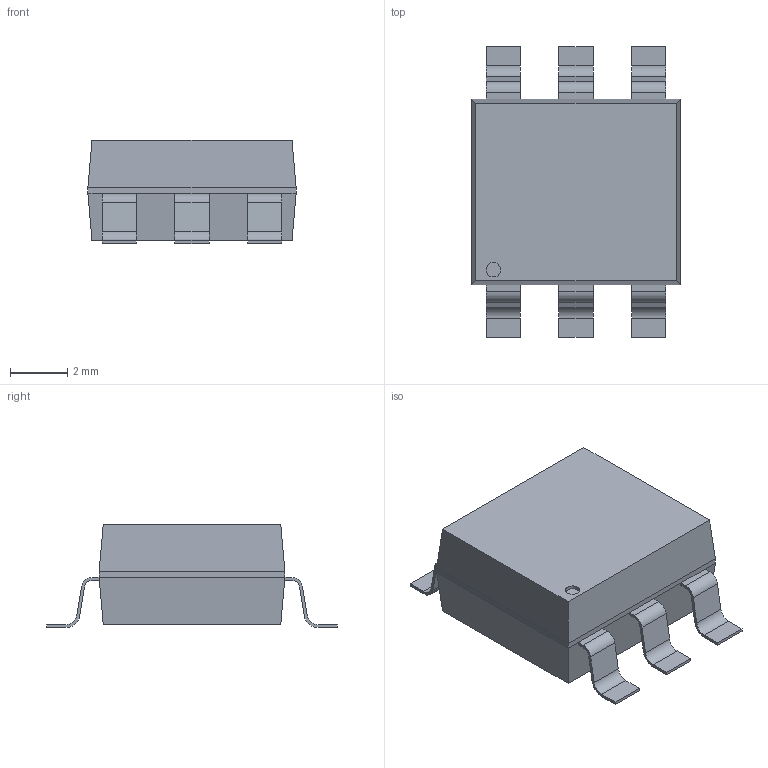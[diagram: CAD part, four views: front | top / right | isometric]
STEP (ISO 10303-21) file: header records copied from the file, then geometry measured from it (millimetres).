
FILE_DESCRIPTION (( 'STEP AP214' ), '1' );
FILE_NAME ('78B6231D-E227-41DB-A7D4-230179A3992D.STEP', '2008-06-23T16:05:52', ( 'sysAdmin' ), ( 'SolidWorks' ), 'SwSTEP 2.0', 'SolidWorks 2008', '' );
FILE_SCHEMA (( 'AUTOMOTIVE_DESIGN' ));
Length unit declared in the file: inch
Products named in the file (1): 78B6231D-E227-41DB-A7D4-230179A3992D
Bounding box: 7.29 x 10.16 x 3.61 mm (x, y, z)
Volume: 161.8 mm3; surface area: 229.1 mm2
Topology: 1 solids, 1 shells, 95 faces, 256 edges, 164 vertices
Faces by surface type: plane 69, cylinder 26
Entity records: 4204 total; most frequent: CARTESIAN_POINT 516, ORIENTED_EDGE 512, DIRECTION 500, EDGE_CURVE 256, VECTOR 204, LINE 204, VERTEX_POINT 164, AXIS2_PLACEMENT_3D 148
